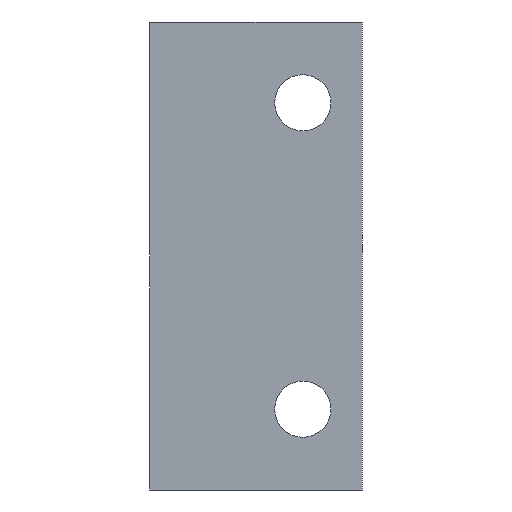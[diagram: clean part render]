
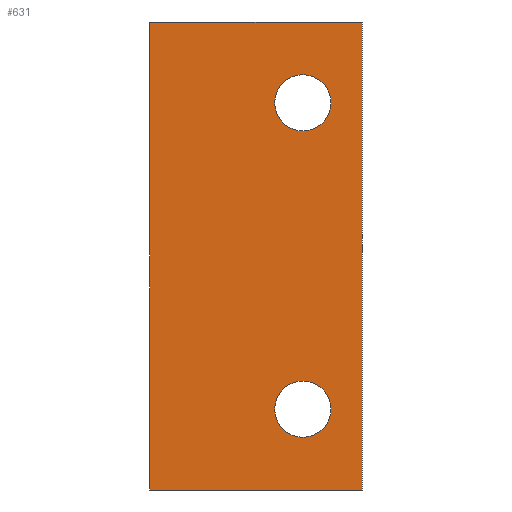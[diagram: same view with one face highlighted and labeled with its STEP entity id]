
A CAD part, front view. The second image highlights one B-rep face of the part: STEP entity #631.
In plain terms, the highlighted planar face has unit normal (0, -1, 0).
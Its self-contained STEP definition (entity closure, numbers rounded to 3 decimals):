
#70=CARTESIAN_POINT('',(14.7,0.,9.5));
#71=VERTEX_POINT('',#70);
#72=CARTESIAN_POINT('',(18.0,0.0,9.5));
#73=DIRECTION('',(0.0,1.0,0.0));
#74=DIRECTION('',(1.0,0.0,0.0));
#75=AXIS2_PLACEMENT_3D('',#72,#73,#74);
#76=CIRCLE('',#75,3.3);
#77=EDGE_CURVE('',#71,#71,#76,.T.);
#119=CARTESIAN_POINT('',(14.7,0.,45.5));
#120=VERTEX_POINT('',#119);
#121=CARTESIAN_POINT('',(18.,0.0,45.5));
#122=DIRECTION('',(0.0,1.0,0.0));
#123=DIRECTION('',(1.0,0.0,0.0));
#124=AXIS2_PLACEMENT_3D('',#121,#122,#123);
#125=CIRCLE('',#124,3.3);
#126=EDGE_CURVE('',#120,#120,#125,.T.);
#569=CARTESIAN_POINT('',(25.0,0.,55.0));
#570=VERTEX_POINT('',#569);
#577=CARTESIAN_POINT('',(25.0,0.,0.0));
#578=VERTEX_POINT('',#577);
#579=CARTESIAN_POINT('',(25.0,0.,0.0));
#580=DIRECTION('',(0.0,0.0,1.0));
#581=VECTOR('',#580,55.0);
#582=LINE('',#579,#581);
#583=EDGE_CURVE('',#578,#570,#582,.T.);
#595=CARTESIAN_POINT('',(25.0,0.,0.0));
#596=DIRECTION('',(0.0,-1.0,0.0));
#597=DIRECTION('',(0.0,0.0,-1.0));
#598=AXIS2_PLACEMENT_3D('',#595,#596,#597);
#599=PLANE('',#598);
#600=CARTESIAN_POINT('',(0.0,0.0,55.0));
#601=VERTEX_POINT('',#600);
#602=CARTESIAN_POINT('',(25.0,0.,55.0));
#603=DIRECTION('',(-1.0,0.0,0.0));
#604=VECTOR('',#603,25.0);
#605=LINE('',#602,#604);
#606=EDGE_CURVE('',#570,#601,#605,.T.);
#607=ORIENTED_EDGE('',*,*,#606,.T.);
#608=CARTESIAN_POINT('',(0.0,0.0,0.0));
#609=VERTEX_POINT('',#608);
#610=CARTESIAN_POINT('',(0.0,0.0,0.0));
#611=DIRECTION('',(0.0,0.0,1.0));
#612=VECTOR('',#611,55.0);
#613=LINE('',#610,#612);
#614=EDGE_CURVE('',#609,#601,#613,.T.);
#615=ORIENTED_EDGE('',*,*,#614,.F.);
#616=CARTESIAN_POINT('',(0.0,0.0,0.0));
#617=DIRECTION('',(1.0,0.0,0.0));
#618=VECTOR('',#617,25.0);
#619=LINE('',#616,#618);
#620=EDGE_CURVE('',#609,#578,#619,.T.);
#621=ORIENTED_EDGE('',*,*,#620,.T.);
#622=ORIENTED_EDGE('',*,*,#583,.T.);
#623=EDGE_LOOP('',(#607,#615,#621,#622));
#624=FACE_OUTER_BOUND('',#623,.T.);
#625=ORIENTED_EDGE('',*,*,#77,.T.);
#626=EDGE_LOOP('',(#625));
#627=FACE_BOUND('',#626,.T.);
#628=ORIENTED_EDGE('',*,*,#126,.T.);
#629=EDGE_LOOP('',(#628));
#630=FACE_BOUND('',#629,.T.);
#631=ADVANCED_FACE('',(#624,#627,#630),#599,.T.);
